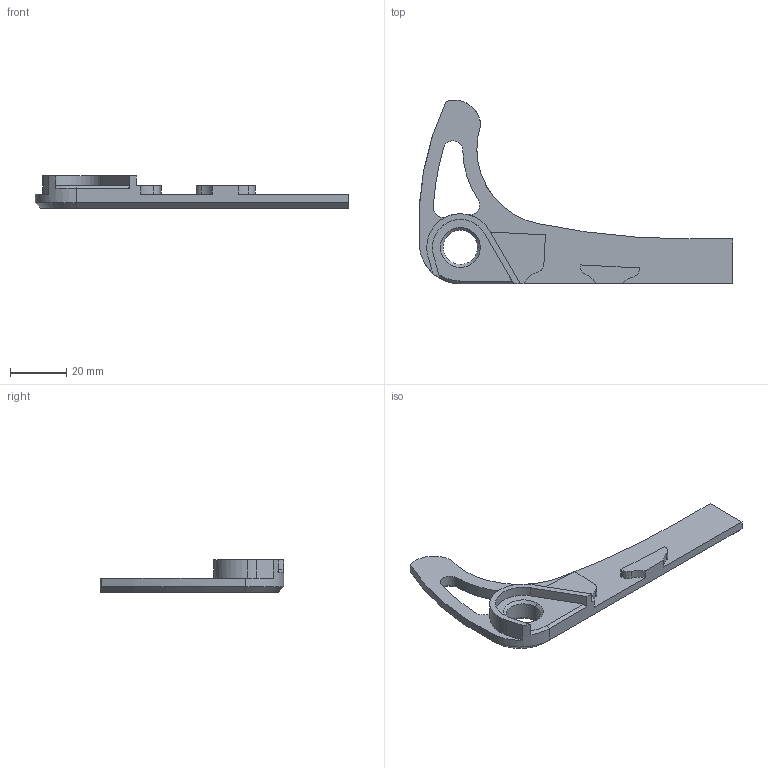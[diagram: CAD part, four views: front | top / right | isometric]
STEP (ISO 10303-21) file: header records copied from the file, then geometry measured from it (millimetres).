
FILE_DESCRIPTION (( 'STEP AP214' ), '1' );
FILE_NAME ('DR0102L.STEP', '2024-10-24T18:40:21', ( '' ), ( '' ), 'SwSTEP 2.0', 'SolidWorks 2023', '' );
FILE_SCHEMA (( 'AUTOMOTIVE_DESIGN' ));
Length unit declared in the file: millimetre
Products named in the file (1): DR0102L
Bounding box: 111.69 x 65.41 x 11.5 mm (x, y, z)
Volume: 13961.6 mm3; surface area: 8050.5 mm2
Topology: 1 solids, 1 shells, 77 faces, 203 edges, 128 vertices
Faces by surface type: cylinder 29, plane 26, cone 21, bspline 1
Entity records: 2435 total; most frequent: CARTESIAN_POINT 441, DIRECTION 436, ORIENTED_EDGE 406, EDGE_CURVE 203, AXIS2_PLACEMENT_3D 161, VERTEX_POINT 128, VECTOR 114, LINE 114
